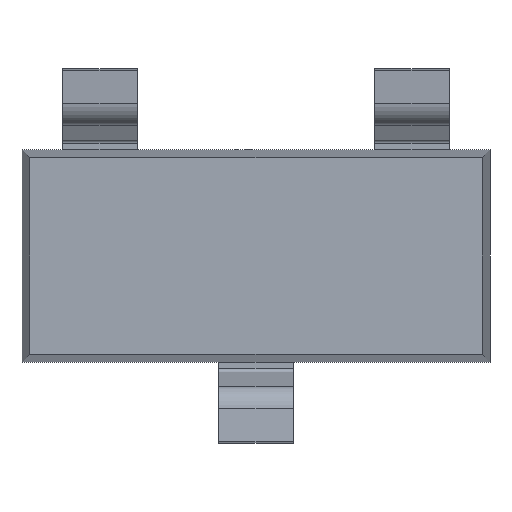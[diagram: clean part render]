
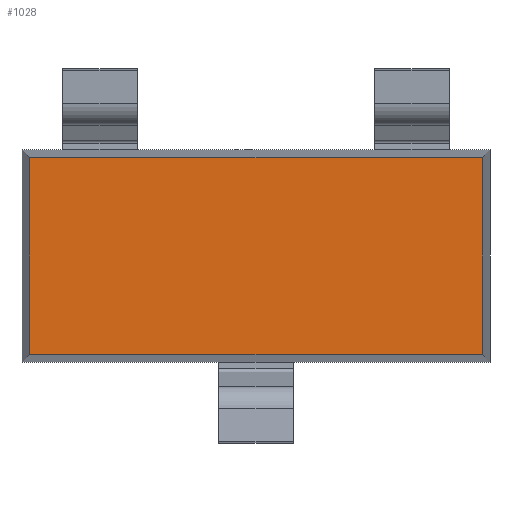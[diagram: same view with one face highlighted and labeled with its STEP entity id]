
A CAD part, front view. The second image highlights one B-rep face of the part: STEP entity #1028.
In plain terms, the highlighted planar face has unit normal (0, -1, 0).
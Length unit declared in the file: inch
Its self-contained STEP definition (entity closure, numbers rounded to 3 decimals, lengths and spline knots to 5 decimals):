
#2 = VERTEX_POINT ( 'NONE', #1389 ) ;
#99 = DIRECTION ( 'NONE',  ( 0., 1., 0. ) ) ;
#161 = DIRECTION ( 'NONE',  ( 0., 0., -1. ) ) ;
#237 = LINE ( 'NONE', #1248, #1620 ) ;
#238 = ORIENTED_EDGE ( 'NONE', *, *, #861, .F. ) ;
#250 = VECTOR ( 'NONE', #161, 39.37008 ) ;
#310 = LINE ( 'NONE', #1370, #600 ) ;
#351 = DIRECTION ( 'NONE',  ( 0., 0., 1. ) ) ;
#360 = PLANE ( 'NONE',  #875 ) ;
#441 = ORIENTED_EDGE ( 'NONE', *, *, #801, .F. ) ;
#585 = VECTOR ( 'NONE', #1305, 39.37008 ) ;
#590 = EDGE_LOOP ( 'NONE', ( #238, #441, #722, #1396 ) ) ;
#600 = VECTOR ( 'NONE', #1364, 39.37008 ) ;
#625 = VERTEX_POINT ( 'NONE', #840 ) ;
#641 = DIRECTION ( 'NONE',  ( 0., 0., 1. ) ) ;
#675 = EDGE_CURVE ( 'NONE', #2, #915, #237, .T. ) ;
#722 = ORIENTED_EDGE ( 'NONE', *, *, #675, .F. ) ;
#801 = EDGE_CURVE ( 'NONE', #915, #1488, #1200, .T. ) ;
#803 = CARTESIAN_POINT ( 'NONE',  ( -0.05441, -0.021, 0.02366 ) ) ;
#840 = CARTESIAN_POINT ( 'NONE',  ( 0.05441, -0.021, -0.02366 ) ) ;
#861 = EDGE_CURVE ( 'NONE', #1488, #625, #863, .T. ) ;
#863 = LINE ( 'NONE', #1432, #250 ) ;
#875 = AXIS2_PLACEMENT_3D ( 'NONE', #1341, #99, #351 ) ;
#915 = VERTEX_POINT ( 'NONE', #803 ) ;
#991 = CARTESIAN_POINT ( 'NONE',  ( 0.05441, -0.021, 0.02366 ) ) ;
#1028 = ADVANCED_FACE ( 'NONE', ( #1029 ), #360, .F. ) ;
#1029 = FACE_OUTER_BOUND ( 'NONE', #590, .T. ) ;
#1170 = CARTESIAN_POINT ( 'NONE',  ( 0., -0.021, 0.02366 ) ) ;
#1200 = LINE ( 'NONE', #1170, #585 ) ;
#1248 = CARTESIAN_POINT ( 'NONE',  ( -0.05441, -0.021, 0. ) ) ;
#1305 = DIRECTION ( 'NONE',  ( 1., 0., 0. ) ) ;
#1341 = CARTESIAN_POINT ( 'NONE',  ( 0., -0.021, 0. ) ) ;
#1364 = DIRECTION ( 'NONE',  ( -1., 0., 0. ) ) ;
#1370 = CARTESIAN_POINT ( 'NONE',  ( 0., -0.021, -0.02366 ) ) ;
#1389 = CARTESIAN_POINT ( 'NONE',  ( -0.05441, -0.021, -0.02366 ) ) ;
#1396 = ORIENTED_EDGE ( 'NONE', *, *, #1485, .F. ) ;
#1432 = CARTESIAN_POINT ( 'NONE',  ( 0.05441, -0.021, 0. ) ) ;
#1485 = EDGE_CURVE ( 'NONE', #625, #2, #310, .T. ) ;
#1488 = VERTEX_POINT ( 'NONE', #991 ) ;
#1620 = VECTOR ( 'NONE', #641, 39.37008 ) ;
